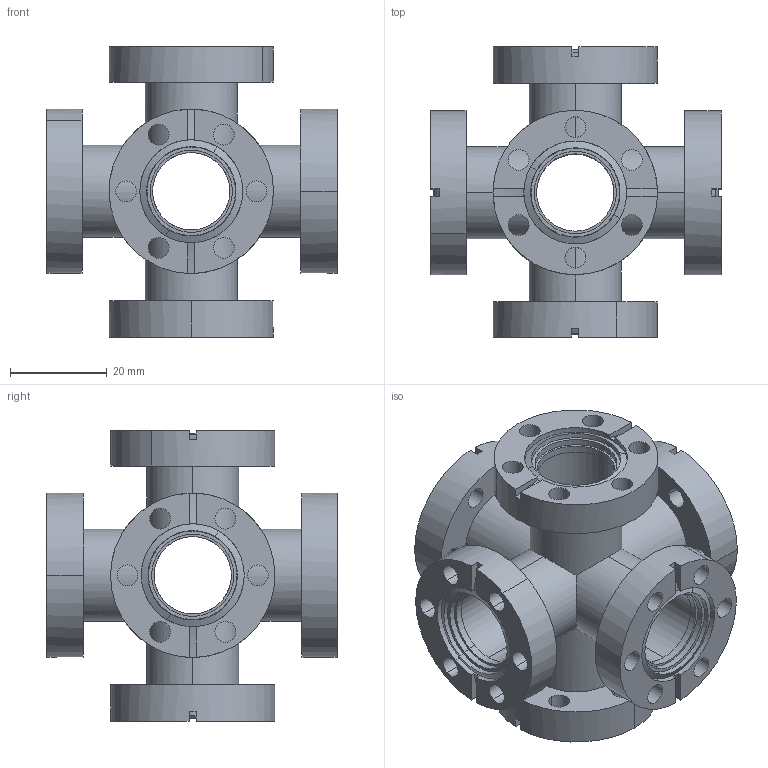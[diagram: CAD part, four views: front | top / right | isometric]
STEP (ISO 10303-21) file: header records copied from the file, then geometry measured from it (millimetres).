
FILE_DESCRIPTION (( 'STEP AP214' ), '1' );
FILE_NAME ('DT6-CF16.STEP', '2024-09-14T06:38:15', ( '' ), ( '' ), 'SwSTEP 2.0', 'SolidWorks 2020', '' );
FILE_SCHEMA (( 'AUTOMOTIVE_DESIGN' ));
Length unit declared in the file: millimetre
Products named in the file (4): CF16魂杶楊擘; 鞠籵奪; DT6-CF16; 錨璃CF16
Assembly tree (7 placements, depth 2):
  DT6-CF16
    鞠籵奪
    錨璃CF16  x3
    CF16魂杶楊擘  x3
Bounding box: 60.1 x 60.1 x 60.1 mm (x, y, z)
Volume: 33541.9 mm3; surface area: 33225.4 mm2
Topology: 10 solids, 10 shells, 276 faces, 712 edges, 464 vertices
Faces by surface type: cylinder 174, plane 78, cone 24
Entity records: 3938 total; most frequent: CARTESIAN_POINT 742, DIRECTION 640, ORIENTED_EDGE 592, EDGE_CURVE 296, AXIS2_PLACEMENT_3D 266, VERTEX_POINT 192, EDGE_LOOP 152, CIRCLE 144
